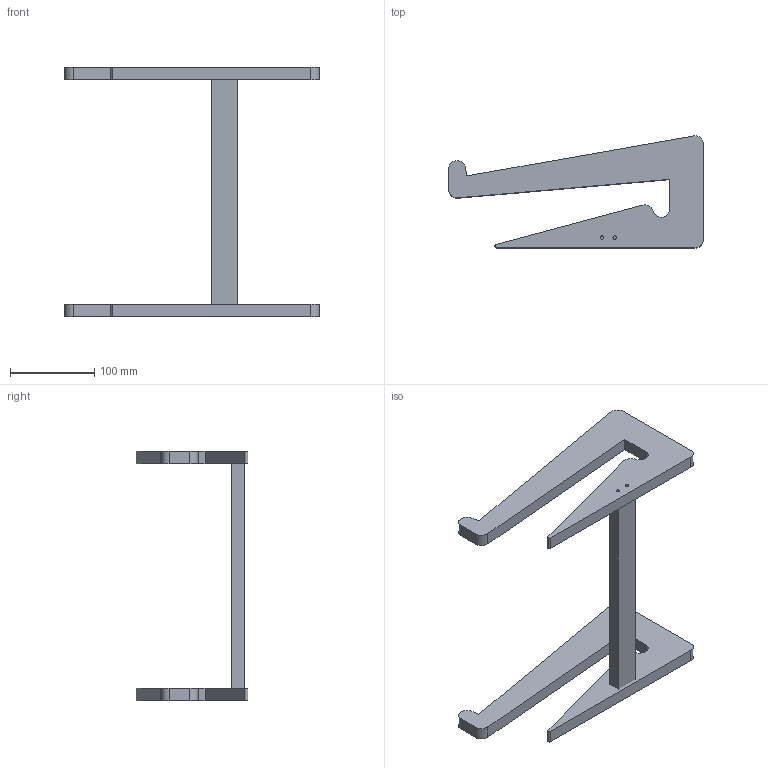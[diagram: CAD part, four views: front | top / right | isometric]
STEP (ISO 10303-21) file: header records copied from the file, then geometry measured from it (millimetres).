
FILE_DESCRIPTION(/* description */ (''),/* implementation_level */ '2;1');
FILE_NAME(/* name */ 'mesa-computador.stp',/* time_stamp */ '2023-03-10T09:24:34-05:00',/* author */ ('juanc'),/* organization */ (''),/* preprocessor_version */ 'ST-DEVELOPER v18.1',/* originating_system */ 'Autodesk Inventor 2021',/* authorisation */ '');
FILE_SCHEMA (('AUTOMOTIVE_DESIGN { 1 0 10303 214 3 1 1 }'));
Length unit declared in the file: millimetre
Products named in the file (3): mesa; mesa_barra-estabilizadora; mesa_pared-lateral
Assembly tree (3 placements, depth 2):
  mesa
    mesa_barra-estabilizadora
    mesa_pared-lateral  x2
Bounding box: 301.58 x 132.42 x 295.31 mm (x, y, z)
Volume: 739519.5 mm3; surface area: 146800.9 mm2
Topology: 3 solids, 3 shells, 52 faces, 142 edges, 100 vertices
Faces by surface type: plane 30, cylinder 22
Full cylindrical faces by diameter (mm): 4.2 x8
Entity records: 1174 total; most frequent: DIRECTION 203, CARTESIAN_POINT 188, ORIENTED_EDGE 174, EDGE_CURVE 87, AXIS2_PLACEMENT_3D 77, VERTEX_POINT 62, LINE 49, VECTOR 49
